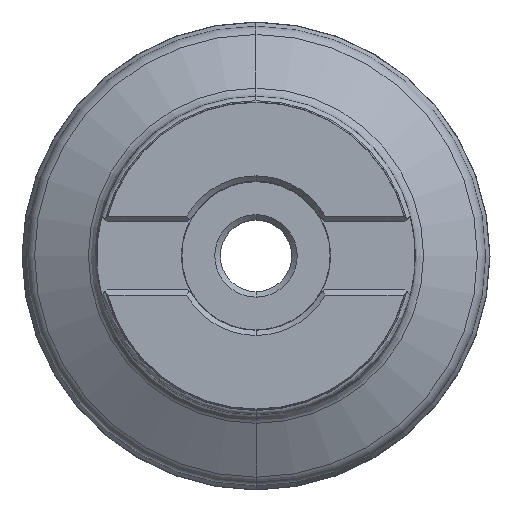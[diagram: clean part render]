
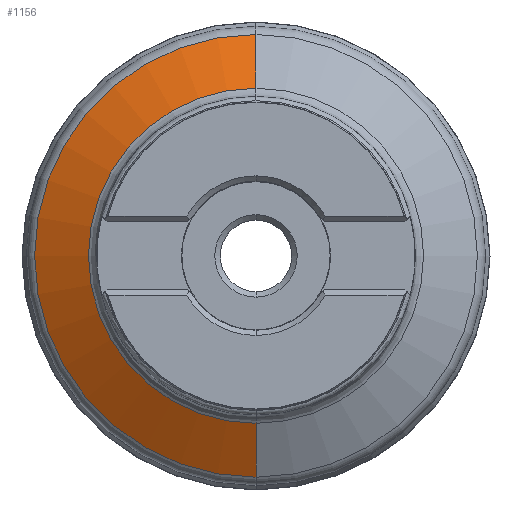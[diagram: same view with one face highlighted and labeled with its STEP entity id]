
A CAD part, top view. The second image highlights one B-rep face of the part: STEP entity #1156.
In plain terms, the highlighted conical face has half-angle 60 degrees and reference radius 40.3 mm.
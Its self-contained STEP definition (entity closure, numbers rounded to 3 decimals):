
#478=VERTEX_POINT('NONE',#1336);
#482=EDGE_CURVE('NONE',#1168,#906,#1340,.T.);
#622=VERTEX_POINT('NONE',#1494);
#860=EDGE_CURVE('NONE',#478,#1168,#1762,.T.);
#906=VERTEX_POINT('NONE',#1813);
#992=EDGE_CURVE('NONE',#622,#906,#1909,.T.);
#1156=ADVANCED_FACE('NONE',(#2091),#2092,.T.);
#1168=VERTEX_POINT('NONE',#2105);
#1210=EDGE_CURVE('NONE',#478,#622,#2153,.T.);
#1336=CARTESIAN_POINT('',(0.0,-30.5,-12.598));
#1340=LINE('',#2293,#2294);
#1494=CARTESIAN_POINT('',(0.0,-40.3,-18.256));
#1762=CIRCLE('',#2890,30.5);
#1813=CARTESIAN_POINT('',(0.,40.3,-18.256));
#1909=CIRCLE('',#3090,40.3);
#2091=FACE_OUTER_BOUND('',#3364,.T.);
#2092=CONICAL_SURFACE('',#3365,40.3,1.047);
#2105=CARTESIAN_POINT('',(0.,30.5,-12.598));
#2153=LINE('',#3458,#3459);
#2293=CARTESIAN_POINT('',(0.,40.3,-18.256));
#2294=VECTOR('',#3604,1000.0);
#2890=AXIS2_PLACEMENT_3D('',#4170,#4171,#4172);
#3090=AXIS2_PLACEMENT_3D('',#4366,#4367,#4368);
#3364=EDGE_LOOP('',(#4573,#4574,#4575,#4576));
#3365=AXIS2_PLACEMENT_3D('',#4577,#4578,#4579);
#3458=CARTESIAN_POINT('',(0.0,-40.3,-18.256));
#3459=VECTOR('',#4657,1000.0);
#3604=DIRECTION('',(0.,0.866,-0.5));
#4170=CARTESIAN_POINT('',(0.0,0.0,-12.598));
#4171=DIRECTION('',(0.0,0.0,-1.0));
#4172=DIRECTION('',(0.0,-1.0,0.0));
#4366=CARTESIAN_POINT('',(0.0,0.0,-18.256));
#4367=DIRECTION('',(0.0,0.0,-1.0));
#4368=DIRECTION('',(0.0,-1.0,0.0));
#4573=ORIENTED_EDGE('',*,*,#860,.T.);
#4574=ORIENTED_EDGE('',*,*,#482,.T.);
#4575=ORIENTED_EDGE('',*,*,#992,.F.);
#4576=ORIENTED_EDGE('',*,*,#1210,.F.);
#4577=CARTESIAN_POINT('',(0.0,0.0,-18.256));
#4578=DIRECTION('',(-0.0,-0.0,-1.0));
#4579=DIRECTION('',(0.0,-1.0,0.0));
#4657=DIRECTION('',(0.0,-0.866,-0.5));
